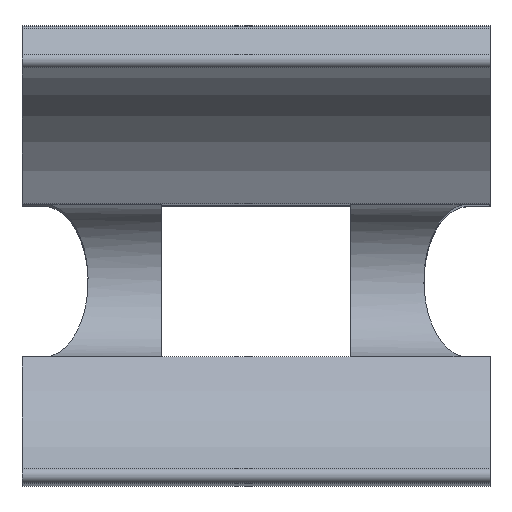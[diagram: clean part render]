
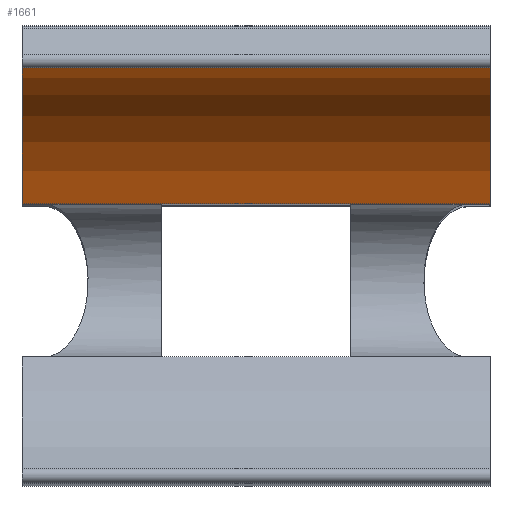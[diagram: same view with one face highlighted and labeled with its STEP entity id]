
A CAD part, top view. The second image highlights one B-rep face of the part: STEP entity #1661.
In plain terms, the highlighted cylindrical face has radius 28.5 mm (diameter 57 mm), a partial arc.
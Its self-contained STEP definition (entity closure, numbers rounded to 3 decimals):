
#81=CYLINDRICAL_SURFACE('',#1826,28.5);
#155=FACE_OUTER_BOUND('',#250,.T.);
#250=EDGE_LOOP('',(#1300,#1301,#1302,#1303));
#364=CIRCLE('',#1819,28.5);
#370=CIRCLE('',#1827,28.5);
#422=LINE('',#2528,#567);
#469=LINE('',#2744,#614);
#567=VECTOR('',#1974,10.);
#614=VECTOR('',#2229,10.);
#719=VERTEX_POINT('',#2525);
#720=VERTEX_POINT('',#2527);
#777=VERTEX_POINT('',#2722);
#785=VERTEX_POINT('',#2742);
#883=EDGE_CURVE('',#720,#719,#422,.T.);
#975=EDGE_CURVE('',#720,#777,#364,.T.);
#985=EDGE_CURVE('',#785,#719,#370,.T.);
#986=EDGE_CURVE('',#777,#785,#469,.T.);
#1300=ORIENTED_EDGE('',*,*,#883,.T.);
#1301=ORIENTED_EDGE('',*,*,#985,.F.);
#1302=ORIENTED_EDGE('',*,*,#986,.F.);
#1303=ORIENTED_EDGE('',*,*,#975,.F.);
#1661=ADVANCED_FACE('',(#155),#81,.F.);
#1819=AXIS2_PLACEMENT_3D('',#2723,#2207,#2208);
#1826=AXIS2_PLACEMENT_3D('',#2741,#2225,#2226);
#1827=AXIS2_PLACEMENT_3D('',#2743,#2227,#2228);
#1974=DIRECTION('',(1.,0.,0.));
#2207=DIRECTION('center_axis',(1.,0.,0.));
#2208=DIRECTION('ref_axis',(0.,0.,-1.));
#2225=DIRECTION('center_axis',(-1.,0.,0.));
#2226=DIRECTION('ref_axis',(0.,0.,-1.));
#2227=DIRECTION('center_axis',(-1.,0.,0.));
#2228=DIRECTION('ref_axis',(0.,0.,-1.));
#2229=DIRECTION('',(1.,0.,0.));
#2525=CARTESIAN_POINT('',(0.,10.,-26.688));
#2527=CARTESIAN_POINT('',(-61.25,10.,-26.688));
#2528=CARTESIAN_POINT('',(0.,10.,-26.688));
#2722=CARTESIAN_POINT('',(-61.25,27.821,-6.185));
#2723=CARTESIAN_POINT('Origin',(-61.25,0.,0.));
#2741=CARTESIAN_POINT('Origin',(0.,0.,0.));
#2742=CARTESIAN_POINT('',(0.,27.821,-6.185));
#2743=CARTESIAN_POINT('Origin',(0.,0.,0.));
#2744=CARTESIAN_POINT('',(0.,27.821,-6.185));
